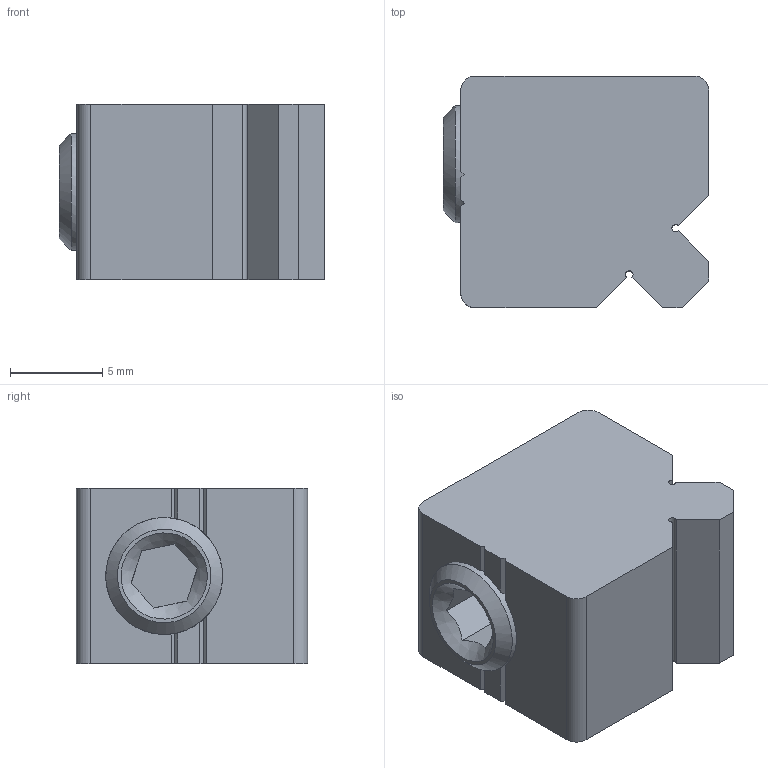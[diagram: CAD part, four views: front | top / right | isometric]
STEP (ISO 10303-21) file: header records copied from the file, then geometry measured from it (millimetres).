
FILE_DESCRIPTION(/* description */ (''),/* implementation_level */ '2;1');
FILE_NAME(/* name */ 'B4A-PCB-45-HEX-Assembly.stp',/* time_stamp */ '2014-08-05T13:29:10-04:00',/* author */ ('FBarcia'),/* organization */ (''),/* preprocessor_version */ 'ST-DEVELOPER v15.6',/* originating_system */ 'Autodesk Inventor 2015',/* authorisation */ '');
FILE_SCHEMA (('AUTOMOTIVE_DESIGN { 1 0 10303 214 3 1 1 }'));
Length unit declared in the file: inch
Products named in the file (1): B4A-PCB-45-HEX-Assembly
Bounding box: 14.41 x 12.57 x 9.53 mm (x, y, z)
Volume: 1349.2 mm3; surface area: 1121.7 mm2
Topology: 1 solids, 1 shells, 50 faces, 139 edges, 91 vertices
Faces by surface type: plane 32, cylinder 11, cone 6, sphere 1
Full cylindrical faces by diameter (mm): 6.35 x2
Entity records: 1654 total; most frequent: CARTESIAN_POINT 351, DIRECTION 252, ORIENTED_EDGE 248, EDGE_CURVE 124, AXIS2_PLACEMENT_3D 89, VERTEX_POINT 84, LINE 74, VECTOR 74
